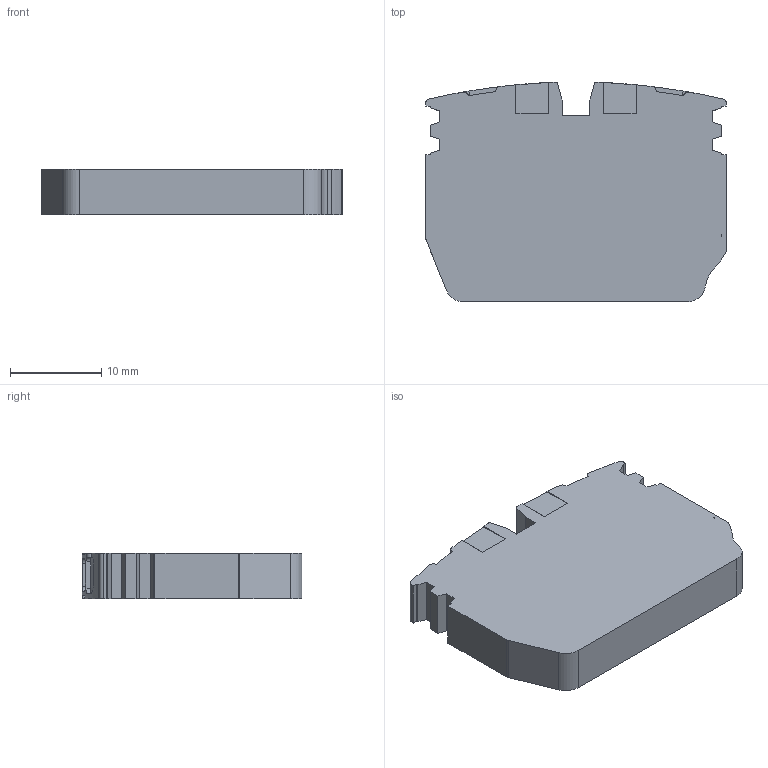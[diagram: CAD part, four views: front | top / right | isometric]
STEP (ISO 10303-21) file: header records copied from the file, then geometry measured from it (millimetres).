
FILE_DESCRIPTION (( 'STEP AP214' ), '1' );
FILE_NAME ('306439_MYPK 2,5_Grey.STP', '2013-11-13T12:46:02', ( 'arge' ), ( 'Microsoft' ), 'SwSTEP 2.0', 'SolidWorks 2013', '' );
FILE_SCHEMA (( 'AUTOMOTIVE_DESIGN' ));
Length unit declared in the file: millimetre
Products named in the file (1): 306439_MYPK 2,5_Grey
Bounding box: 33 x 24.11 x 5 mm (x, y, z)
Volume: 3523.9 mm3; surface area: 2185.7 mm2
Topology: 1 solids, 1 shells, 137 faces, 383 edges, 254 vertices
Faces by surface type: plane 84, cylinder 41, bspline 10, cone 2
Entity records: 6125 total; most frequent: CARTESIAN_POINT 1131, ORIENTED_EDGE 766, DIRECTION 665, EDGE_CURVE 383, VERTEX_POINT 254, VECTOR 249, LINE 249, AXIS2_PLACEMENT_3D 208
